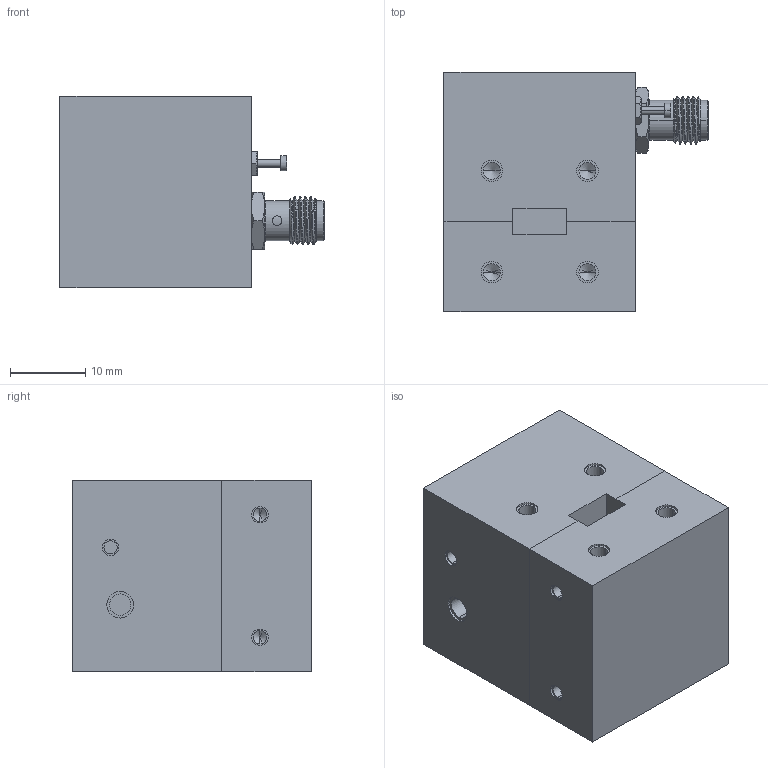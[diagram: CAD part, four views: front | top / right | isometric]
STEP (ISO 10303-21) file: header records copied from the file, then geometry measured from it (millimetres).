
FILE_DESCRIPTION (( 'STEP AP214' ), '1' );
FILE_NAME ('PEWGN1011.step', '2021-06-08T21:11:03', ( '' ), ( '' ), 'SwSTEP 2.0', 'SolidWorks 2020', '' );
FILE_SCHEMA (( 'AUTOMOTIVE_DESIGN' ));
Length unit declared in the file: inch
Products named in the file (1): PEWGN1011
Bounding box: 35.05 x 31.75 x 25.4 mm (x, y, z)
Volume: 19937.8 mm3; surface area: 6196.8 mm2
Topology: 6 solids, 6 shells, 379 faces, 955 edges, 612 vertices
Faces by surface type: plane 146, cylinder 126, cone 90, bspline 15, torus 2
Entity records: 15945 total; most frequent: CARTESIAN_POINT 7396, ORIENTED_EDGE 1870, DIRECTION 1615, EDGE_CURVE 935, AXIS2_PLACEMENT_3D 622, VERTEX_POINT 612, EDGE_LOOP 423, ADVANCED_FACE 379
